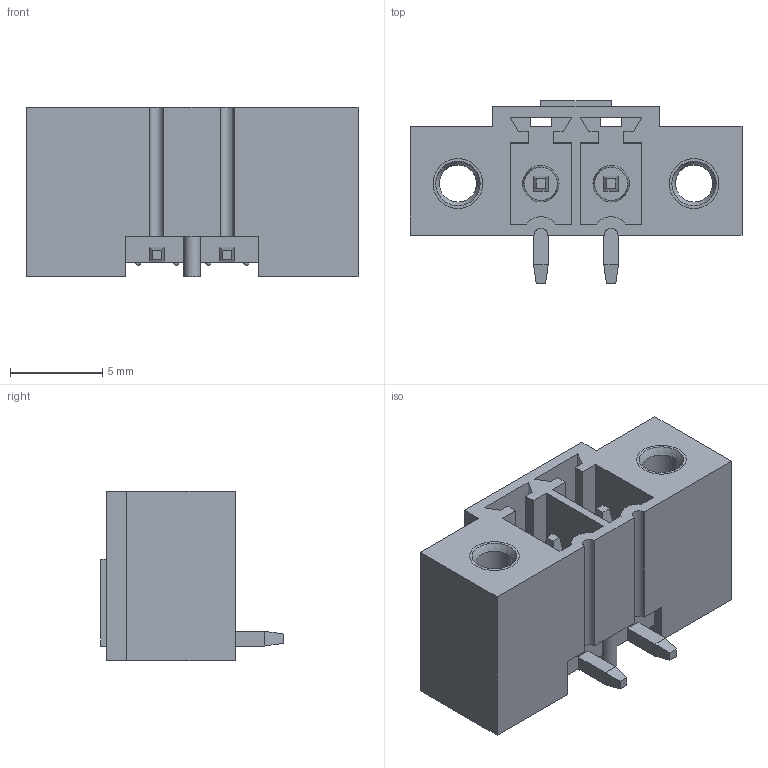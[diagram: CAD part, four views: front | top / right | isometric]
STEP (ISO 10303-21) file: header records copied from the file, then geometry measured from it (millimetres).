
FILE_DESCRIPTION(/* description */ ('Unknown'),/* implementation_level */ '2;1');
FILE_NAME(/* name */ '691701350002B',/* time_stamp */ '2018-04-13T12:23:32+02:00',/* author */ ('Unknown'),/* organization */ ('Unknown'),/* preprocessor_version */ 'ST-DEVELOPER v16.7',/* originating_system */ 'DEX',/* authorisation */ $);
FILE_SCHEMA (('AUTOMOTIVE_DESIGN { 1 0 10303 214 3 1 1 }','AUTOMOTIVE_DESIGN {1 0 10303 214 3 1 1}'));
Length unit declared in the file: millimetre
Products named in the file (4): 6917013500xxB; 691701350002B; 6917013500xxB_PIN; 6917013500xxB_Thread
Assembly tree (5 placements, depth 2):
  6917013500xxB
    691701350002B
    6917013500xxB_PIN  x2
    6917013500xxB_Thread  x2
Bounding box: 18.01 x 9.9 x 9.2 mm (x, y, z)
Volume: 716.4 mm3; surface area: 1412.2 mm2
Topology: 5 solids, 5 shells, 153 faces, 406 edges, 265 vertices
Faces by surface type: plane 125, cylinder 20, cone 4, sphere 4
Full cylindrical faces by diameter (mm): 0.3 x4, 0.9 x2, 2.013 x2, 2.7 x4
Entity records: 4069 total; most frequent: CARTESIAN_POINT 691, ORIENTED_EDGE 660, DIRECTION 641, EDGE_CURVE 330, LINE 291, VECTOR 291, VERTEX_POINT 225, AXIS2_PLACEMENT_3D 175
